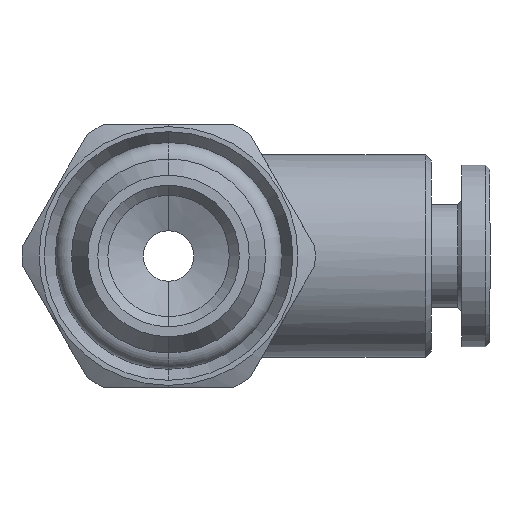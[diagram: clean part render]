
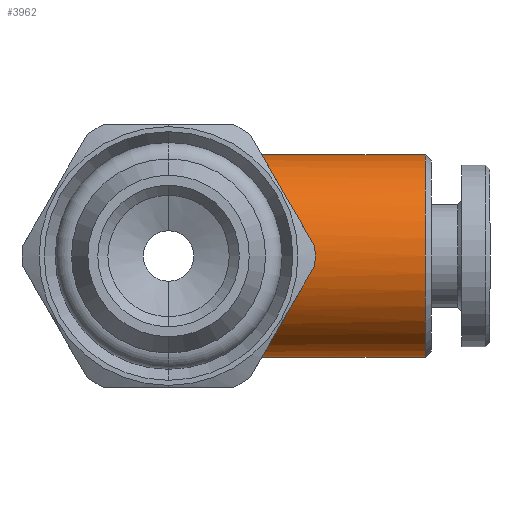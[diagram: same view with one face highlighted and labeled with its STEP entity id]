
A CAD part, front view. The second image highlights one B-rep face of the part: STEP entity #3962.
In plain terms, the highlighted cylindrical face has radius 5 mm (diameter 10 mm), a partial arc.
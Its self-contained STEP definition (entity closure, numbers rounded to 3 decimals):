
#10 = CARTESIAN_POINT ( 'NONE',  ( 4., -4.181, -2.743 ) ) ;
#13 = CARTESIAN_POINT ( 'NONE',  ( 4.173, -4.346, -2.49 ) ) ;
#23 = CARTESIAN_POINT ( 'NONE',  ( 4.58, -4.739, -1.604 ) ) ;
#25 = CARTESIAN_POINT ( 'NONE',  ( 4.33, -4.497, -2.209 ) ) ;
#26 = CARTESIAN_POINT ( 'NONE',  ( 4.681, -4.836, -1.282 ) ) ;
#28 = CARTESIAN_POINT ( 'NONE',  ( 4.723, -4.877, -1.115 ) ) ;
#29 = CARTESIAN_POINT ( 'NONE',  ( 4.523, -4.683, -1.759 ) ) ;
#30 = CARTESIAN_POINT ( 'NONE',  ( 4.757, -4.91, -0.946 ) ) ;
#87 = VERTEX_POINT ( 'NONE', #2474 ) ;
#98 = VERTEX_POINT ( 'NONE', #678 ) ;
#168 = VERTEX_POINT ( 'NONE', #1121 ) ;
#169 = VERTEX_POINT ( 'NONE', #1155 ) ;
#181 = VERTEX_POINT ( 'NONE', #1130 ) ;
#190 = VERTEX_POINT ( 'NONE', #1165 ) ;
#199 = VERTEX_POINT ( 'NONE', #2293 ) ;
#281 = CARTESIAN_POINT ( 'NONE',  ( 5.027, -4.899, -1. ) ) ;
#284 = DIRECTION ( 'NONE',  ( -1., 0., 0. ) ) ;
#287 = CARTESIAN_POINT ( 'NONE',  ( 5.297, -4.888, 1.054 ) ) ;
#288 = CARTESIAN_POINT ( 'NONE',  ( 4.757, -4.91, 0.946 ) ) ;
#289 = CARTESIAN_POINT ( 'NONE',  ( 4.087, -4.264, 2.616 ) ) ;
#290 = CARTESIAN_POINT ( 'NONE',  ( 4.723, -4.877, 1.114 ) ) ;
#299 = CARTESIAN_POINT ( 'NONE',  ( 5.565, -4.876, 1.107 ) ) ;
#308 = CARTESIAN_POINT ( 'NONE',  ( 5.027, -4.899, 1. ) ) ;
#310 = CARTESIAN_POINT ( 'NONE',  ( 4.523, -4.683, 1.759 ) ) ;
#311 = CARTESIAN_POINT ( 'NONE',  ( 4.681, -4.836, 1.281 ) ) ;
#319 = CARTESIAN_POINT ( 'NONE',  ( 4., 0., 0. ) ) ;
#321 = CARTESIAN_POINT ( 'NONE',  ( 4.394, -4.559, 2.059 ) ) ;
#325 = CARTESIAN_POINT ( 'NONE',  ( 4.58, -4.739, 1.604 ) ) ;
#328 = CARTESIAN_POINT ( 'NONE',  ( 5.565, -4.876, -1.107 ) ) ;
#335 = DIRECTION ( 'NONE',  ( 0., 0., 1. ) ) ;
#338 = CARTESIAN_POINT ( 'NONE',  ( 4.324, -4.491, 2.203 ) ) ;
#341 = DIRECTION ( 'NONE',  ( -1., 0., 0. ) ) ;
#356 = CARTESIAN_POINT ( 'NONE',  ( 5.297, -4.888, -1.054 ) ) ;
#360 = CARTESIAN_POINT ( 'NONE',  ( 4.757, -4.91, -0.946 ) ) ;
#363 = CARTESIAN_POINT ( 'NONE',  ( 4.17, -4.344, 2.482 ) ) ;
#370 = CARTESIAN_POINT ( 'NONE',  ( 4.757, -4.91, 0.946 ) ) ;
#372 = CARTESIAN_POINT ( 'NONE',  ( 4., -4.181, 2.743 ) ) ;
#373 = DIRECTION ( 'NONE',  ( 0., 0., 1. ) ) ;
#375 = CARTESIAN_POINT ( 'NONE',  ( 12.7, 0., 0. ) ) ;
#496 = LINE ( 'NONE', #3213, #2394 ) ;
#511 = LINE ( 'NONE', #3264, #2345 ) ;
#678 = CARTESIAN_POINT ( 'NONE',  ( 4., 0., 5. ) ) ;
#934 = EDGE_LOOP ( 'NONE', ( #2799, #2726, #2731, #2768, #2740, #2734, #2761, #2756, #2772, #2732 ) ) ;
#1054 = AXIS2_PLACEMENT_3D ( 'NONE', #319, #284, #335 ) ;
#1072 = CIRCLE ( 'NONE', #1054, 5. ) ;
#1084 = AXIS2_PLACEMENT_3D ( 'NONE', #375, #341, #373 ) ;
#1086 = CIRCLE ( 'NONE', #1084, 5. ) ;
#1121 = CARTESIAN_POINT ( 'NONE',  ( 12.7, 0., -5. ) ) ;
#1130 = CARTESIAN_POINT ( 'NONE',  ( 12.7, 0., 5. ) ) ;
#1155 = CARTESIAN_POINT ( 'NONE',  ( 5.565, -4.876, 1.107 ) ) ;
#1165 = CARTESIAN_POINT ( 'NONE',  ( 4., -4.181, 2.743 ) ) ;
#1352 = B_SPLINE_CURVE_WITH_KNOTS ( 'NONE', 3,
 ( #372, #289, #363, #338, #321, #310, #325, #311, #290, #370 ),
 .UNSPECIFIED., .F., .F.,
 ( 4, 2, 2, 2, 4 ),
 ( 0.023, 0.023, 0.024, 0.025, 0.025 ),
 .UNSPECIFIED. ) ;
#1364 = B_SPLINE_CURVE_WITH_KNOTS ( 'NONE', 3,
 ( #30, #28, #26, #23, #29, #25, #13, #10 ),
 .UNSPECIFIED., .F., .F.,
 ( 4, 2, 2, 4 ),
 ( 0.027, 0.028, 0.028, 0.029 ),
 .UNSPECIFIED. ) ;
#1375 = B_SPLINE_CURVE_WITH_KNOTS ( 'NONE', 3,
 ( #3075, #3076, #3077, #3079, #3080, #3081, #3082, #3083 ),
 .UNSPECIFIED., .F., .F.,
 ( 4, 2, 2, 4 ),
 ( 0., 0.002, 0.002, 0.003 ),
 .UNSPECIFIED. ) ;
#1401 = CYLINDRICAL_SURFACE ( 'NONE', #1457, 5. ) ;
#1402 = FACE_OUTER_BOUND ( 'NONE', #934, .T. ) ;
#1425 =( BOUNDED_CURVE ( )  B_SPLINE_CURVE ( 3, ( #328, #356, #281, #360 ),
 .UNSPECIFIED., .F., .T. ) 
 B_SPLINE_CURVE_WITH_KNOTS ( ( 4, 4 ),
 ( 4.489, 4.522 ),
 .UNSPECIFIED. ) 
 CURVE ( )  GEOMETRIC_REPRESENTATION_ITEM ( )  RATIONAL_B_SPLINE_CURVE ( ( 1., 1., 1., 1. ) ) 
 REPRESENTATION_ITEM ( '' )  );
#1429 =( BOUNDED_CURVE ( )  B_SPLINE_CURVE ( 3, ( #299, #287, #308, #288 ),
 .UNSPECIFIED., .F., .T. ) 
 B_SPLINE_CURVE_WITH_KNOTS ( ( 4, 4 ),
 ( 4.489, 4.522 ),
 .UNSPECIFIED. ) 
 CURVE ( )  GEOMETRIC_REPRESENTATION_ITEM ( )  RATIONAL_B_SPLINE_CURVE ( ( 1., 1., 1., 1. ) ) 
 REPRESENTATION_ITEM ( '' )  );
#1457 = AXIS2_PLACEMENT_3D ( 'NONE', #1671, #1672, #1673 ) ;
#1671 = CARTESIAN_POINT ( 'NONE',  ( -3.45, 0., 0. ) ) ;
#1672 = DIRECTION ( 'NONE',  ( -1., 0., 0. ) ) ;
#1673 = DIRECTION ( 'NONE',  ( 0., 0., 1. ) ) ;
#2293 = CARTESIAN_POINT ( 'NONE',  ( 4.757, -4.91, 0.946 ) ) ;
#2345 = VECTOR ( 'NONE', #3265, 1000. ) ;
#2356 = AXIS2_PLACEMENT_3D ( 'NONE', #3234, #3235, #3236 ) ;
#2394 = VECTOR ( 'NONE', #3214, 1000. ) ;
#2398 = CIRCLE ( 'NONE', #2356, 5. ) ;
#2474 = CARTESIAN_POINT ( 'NONE',  ( 4.757, -4.91, -0.946 ) ) ;
#2537 = CARTESIAN_POINT ( 'NONE',  ( 5.565, -4.876, -1.107 ) ) ;
#2540 = CARTESIAN_POINT ( 'NONE',  ( 4., 0., -5. ) ) ;
#2685 = CARTESIAN_POINT ( 'NONE',  ( 4., -4.181, -2.743 ) ) ;
#2718 = VERTEX_POINT ( 'NONE', #2540 ) ;
#2726 = ORIENTED_EDGE ( 'NONE', *, *, #3672, .T. ) ;
#2731 = ORIENTED_EDGE ( 'NONE', *, *, #3860, .T. ) ;
#2732 = ORIENTED_EDGE ( 'NONE', *, *, #3849, .F. ) ;
#2734 = ORIENTED_EDGE ( 'NONE', *, *, #3670, .F. ) ;
#2740 = ORIENTED_EDGE ( 'NONE', *, *, #3684, .T. ) ;
#2756 = ORIENTED_EDGE ( 'NONE', *, *, #3669, .T. ) ;
#2761 = ORIENTED_EDGE ( 'NONE', *, *, #3806, .T. ) ;
#2768 = ORIENTED_EDGE ( 'NONE', *, *, #3671, .F. ) ;
#2772 = ORIENTED_EDGE ( 'NONE', *, *, #3693, .T. ) ;
#2793 = VERTEX_POINT ( 'NONE', #2685 ) ;
#2799 = ORIENTED_EDGE ( 'NONE', *, *, #3844, .F. ) ;
#2800 = VERTEX_POINT ( 'NONE', #2537 ) ;
#3075 = CARTESIAN_POINT ( 'NONE',  ( 5.565, -4.876, 1.107 ) ) ;
#3076 = CARTESIAN_POINT ( 'NONE',  ( 5.553, -4.958, 0.745 ) ) ;
#3077 = CARTESIAN_POINT ( 'NONE',  ( 5.55, -5., 0.377 ) ) ;
#3079 = CARTESIAN_POINT ( 'NONE',  ( 5.55, -5., -0.184 ) ) ;
#3080 = CARTESIAN_POINT ( 'NONE',  ( 5.551, -4.99, -0.372 ) ) ;
#3081 = CARTESIAN_POINT ( 'NONE',  ( 5.556, -4.948, -0.742 ) ) ;
#3082 = CARTESIAN_POINT ( 'NONE',  ( 5.559, -4.917, -0.925 ) ) ;
#3083 = CARTESIAN_POINT ( 'NONE',  ( 5.565, -4.876, -1.107 ) ) ;
#3213 = CARTESIAN_POINT ( 'NONE',  ( -3.45, 0., -5. ) ) ;
#3214 = DIRECTION ( 'NONE',  ( -1., 0., 0. ) ) ;
#3234 = CARTESIAN_POINT ( 'NONE',  ( 4., 0., 0. ) ) ;
#3235 = DIRECTION ( 'NONE',  ( -1., 0., 0. ) ) ;
#3236 = DIRECTION ( 'NONE',  ( 0., 0., 1. ) ) ;
#3264 = CARTESIAN_POINT ( 'NONE',  ( -3.45, 0., 5. ) ) ;
#3265 = DIRECTION ( 'NONE',  ( -1., 0., 0. ) ) ;
#3669 = EDGE_CURVE ( 'NONE', #2800, #87, #1425, .T. ) ;
#3670 = EDGE_CURVE ( 'NONE', #169, #199, #1429, .T. ) ;
#3671 = EDGE_CURVE ( 'NONE', #190, #98, #1072, .T. ) ;
#3672 = EDGE_CURVE ( 'NONE', #168, #181, #1086, .T. ) ;
#3684 = EDGE_CURVE ( 'NONE', #190, #199, #1352, .T. ) ;
#3693 = EDGE_CURVE ( 'NONE', #87, #2793, #1364, .T. ) ;
#3806 = EDGE_CURVE ( 'NONE', #169, #2800, #1375, .T. ) ;
#3844 = EDGE_CURVE ( 'NONE', #168, #2718, #496, .T. ) ;
#3849 = EDGE_CURVE ( 'NONE', #2718, #2793, #2398, .T. ) ;
#3860 = EDGE_CURVE ( 'NONE', #181, #98, #511, .T. ) ;
#3962 = ADVANCED_FACE ( 'NONE', ( #1402 ), #1401, .T. ) ;
